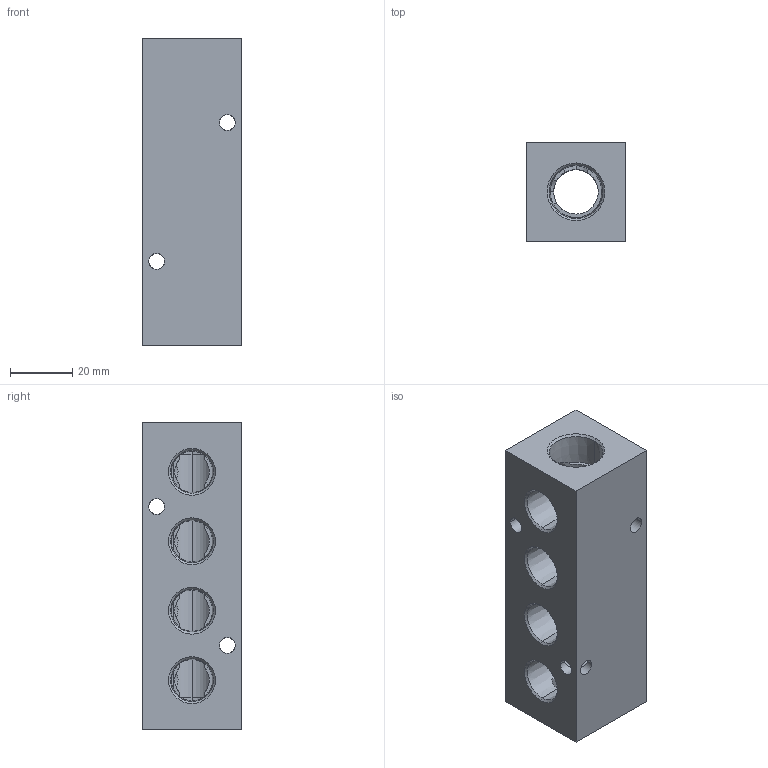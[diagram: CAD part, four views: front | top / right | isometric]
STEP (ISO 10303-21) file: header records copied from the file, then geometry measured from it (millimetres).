
FILE_DESCRIPTION (( 'STEP AP203' ), '1' );
FILE_NAME ('MRA-4DC-90.step', '2015-12-02T21:08:46', ( '' ), ( '' ), 'SwSTEP 2.0', 'SolidWorks 2015', '' );
FILE_SCHEMA (( 'CONFIG_CONTROL_DESIGN' ));
Length unit declared in the file: inch
Products named in the file (1): MRA-4DC-90
Bounding box: 31.75 x 31.75 x 98.42 mm (x, y, z)
Volume: 68979.5 mm3; surface area: 21483.7 mm2
Topology: 1 solids, 1 shells, 102 faces, 312 edges, 192 vertices
Faces by surface type: cone 40, cylinder 36, plane 26
Entity records: 4227 total; most frequent: CARTESIAN_POINT 1431, ORIENTED_EDGE 624, DIRECTION 530, EDGE_CURVE 312, AXIS2_PLACEMENT_3D 211, VERTEX_POINT 192, EDGE_LOOP 120, LINE 108
